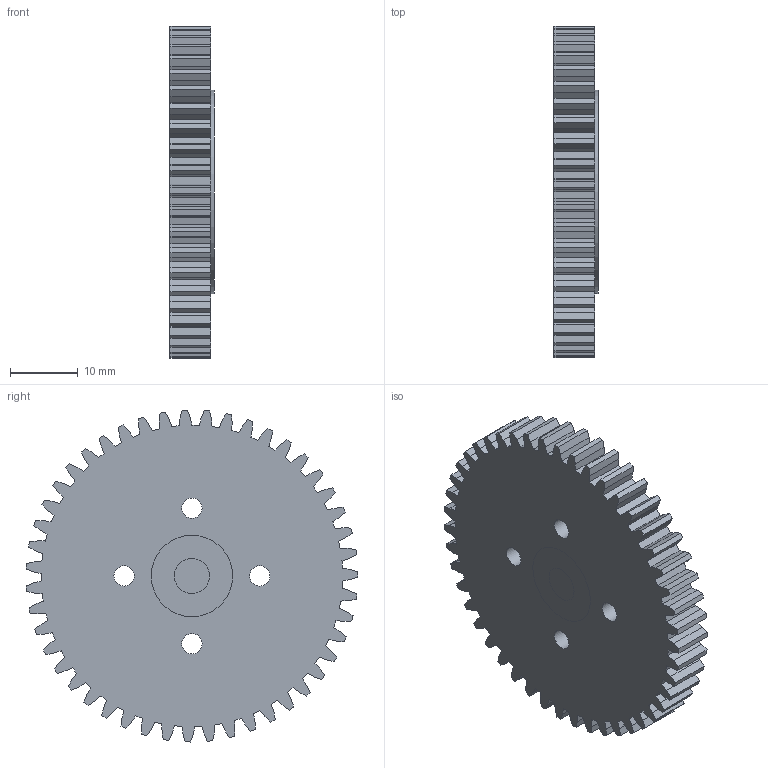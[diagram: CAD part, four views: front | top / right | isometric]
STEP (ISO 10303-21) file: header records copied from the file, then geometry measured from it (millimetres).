
FILE_DESCRIPTION(('FreeCAD Model'),'2;1');
FILE_NAME('Open CASCADE Shape Model','2024-09-04T09:54:23',('Author'),( ''),'Open CASCADE STEP processor 7.6','FreeCAD','Unknown');
FILE_SCHEMA(('AUTOMOTIVE_DESIGN { 1 0 10303 214 1 1 1 1 }'));
Length unit declared in the file: millimetre
Products named in the file (1): Body
Bounding box: 6.5 x 48.98 x 48.99 mm (x, y, z)
Volume: 10403.8 mm3; surface area: 5492.5 mm2
Topology: 1 solids, 1 shells, 292 faces, 863 edges, 576 vertices
Faces by surface type: plane 287, cylinder 5
Full cylindrical faces by diameter (mm): 3 x4, 30 x1
Entity records: 9593 total; most frequent: CARTESIAN_POINT 1732, ORIENTED_EDGE 1726, DIRECTION 1461, EDGE_CURVE 863, LINE 851, VECTOR 851, VERTEX_POINT 576, AXIS2_PLACEMENT_3D 305
